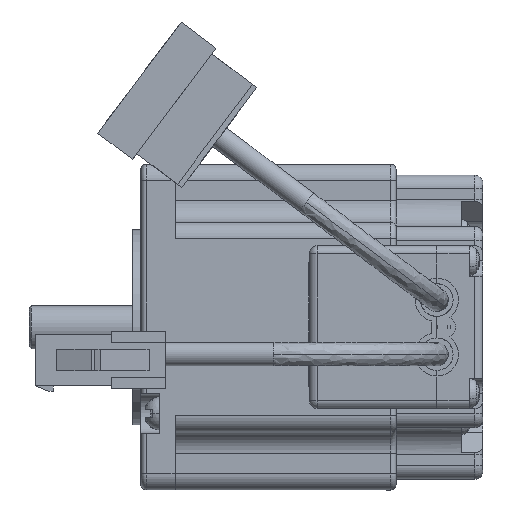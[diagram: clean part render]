
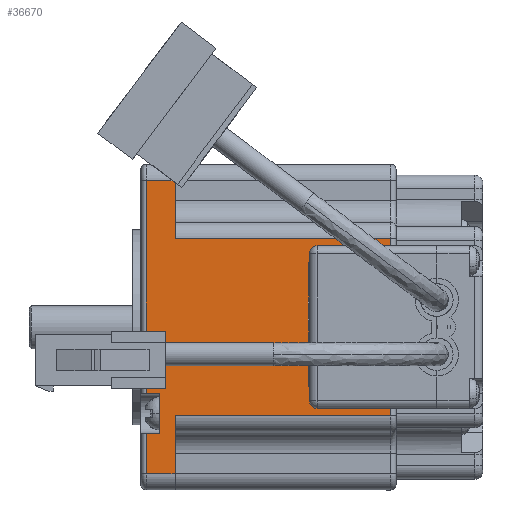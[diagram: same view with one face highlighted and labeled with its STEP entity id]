
A CAD part, front view. The second image highlights one B-rep face of the part: STEP entity #36670.
In plain terms, the highlighted planar face has unit normal (0, -1, 0).
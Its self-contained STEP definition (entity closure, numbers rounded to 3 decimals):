
#18353 = FACE_BOUND ( 'NONE', #68600, .T. ) ;
#18362 = FACE_OUTER_BOUND ( 'NONE', #68604, .T. ) ;
#25433 = CARTESIAN_POINT ( 'NONE',  ( 92.176, -44.308, 0. ) ) ;
#25439 = PLANE ( 'NONE',  #26290 ) ;
#25441 = DIRECTION ( 'NONE',  ( 0., -1., 0. ) ) ;
#25442 = DIRECTION ( 'NONE',  ( -1., 0., 0. ) ) ;
#26290 = AXIS2_PLACEMENT_3D ( 'NONE', #25433, #25441, #25442 ) ;
#36670 = ADVANCED_FACE ( 'NONE', ( #18353, #18362 ), #25439, .T. ) ;
#65701 = EDGE_CURVE ( 'NONE', #68299, #68304, #87475, .T. ) ;
#65710 = EDGE_CURVE ( 'NONE', #68304, #68243, #87489, .T. ) ;
#65712 = EDGE_CURVE ( 'NONE', #68243, #68314, #87493, .T. ) ;
#65713 = EDGE_CURVE ( 'NONE', #68314, #68313, #87494, .T. ) ;
#65716 = EDGE_CURVE ( 'NONE', #68313, #68311, #87500, .T. ) ;
#65718 = EDGE_CURVE ( 'NONE', #68311, #68315, #87504, .T. ) ;
#65719 = EDGE_CURVE ( 'NONE', #68315, #68262, #87505, .T. ) ;
#65721 = EDGE_CURVE ( 'NONE', #68316, #68319, #87509, .T. ) ;
#65724 = EDGE_CURVE ( 'NONE', #68319, #68312, #87515, .T. ) ;
#65726 = EDGE_CURVE ( 'NONE', #68312, #68318, #87519, .T. ) ;
#65727 = EDGE_CURVE ( 'NONE', #68318, #68316, #87521, .T. ) ;
#65734 = EDGE_CURVE ( 'NONE', #68326, #68325, #87531, .T. ) ;
#65736 = EDGE_CURVE ( 'NONE', #68262, #68326, #87536, .T. ) ;
#65842 = ORIENTED_EDGE ( 'NONE', *, *, #65726, .T. ) ;
#65843 = ORIENTED_EDGE ( 'NONE', *, *, #65727, .T. ) ;
#65844 = ORIENTED_EDGE ( 'NONE', *, *, #65721, .T. ) ;
#65845 = ORIENTED_EDGE ( 'NONE', *, *, #65724, .T. ) ;
#65846 = ORIENTED_EDGE ( 'NONE', *, *, #65734, .T. ) ;
#65847 = ORIENTED_EDGE ( 'NONE', *, *, #69326, .F. ) ;
#65848 = ORIENTED_EDGE ( 'NONE', *, *, #69327, .F. ) ;
#65849 = ORIENTED_EDGE ( 'NONE', *, *, #69324, .T. ) ;
#65850 = ORIENTED_EDGE ( 'NONE', *, *, #65701, .T. ) ;
#65851 = ORIENTED_EDGE ( 'NONE', *, *, #65710, .T. ) ;
#65852 = ORIENTED_EDGE ( 'NONE', *, *, #65712, .T. ) ;
#65853 = ORIENTED_EDGE ( 'NONE', *, *, #65713, .T. ) ;
#65854 = ORIENTED_EDGE ( 'NONE', *, *, #65716, .T. ) ;
#65855 = ORIENTED_EDGE ( 'NONE', *, *, #65718, .T. ) ;
#65856 = ORIENTED_EDGE ( 'NONE', *, *, #65719, .T. ) ;
#65857 = ORIENTED_EDGE ( 'NONE', *, *, #65736, .T. ) ;
#68243 = VERTEX_POINT ( 'NONE', #88968 ) ;
#68262 = VERTEX_POINT ( 'NONE', #88987 ) ;
#68299 = VERTEX_POINT ( 'NONE', #89019 ) ;
#68304 = VERTEX_POINT ( 'NONE', #89024 ) ;
#68311 = VERTEX_POINT ( 'NONE', #89031 ) ;
#68312 = VERTEX_POINT ( 'NONE', #89032 ) ;
#68313 = VERTEX_POINT ( 'NONE', #89033 ) ;
#68314 = VERTEX_POINT ( 'NONE', #89034 ) ;
#68315 = VERTEX_POINT ( 'NONE', #89035 ) ;
#68316 = VERTEX_POINT ( 'NONE', #89036 ) ;
#68318 = VERTEX_POINT ( 'NONE', #89038 ) ;
#68319 = VERTEX_POINT ( 'NONE', #89039 ) ;
#68325 = VERTEX_POINT ( 'NONE', #89044 ) ;
#68326 = VERTEX_POINT ( 'NONE', #89045 ) ;
#68352 = VERTEX_POINT ( 'NONE', #89071 ) ;
#68355 = VERTEX_POINT ( 'NONE', #89074 ) ;
#68600 = EDGE_LOOP ( 'NONE', ( #65842, #65843, #65844, #65845 ) ) ;
#68604 = EDGE_LOOP ( 'NONE', ( #65846, #65847, #65848, #65849, #65850, #65851, #65852, #65853, #65854, #65855, #65856, #65857 ) ) ;
#69324 = EDGE_CURVE ( 'NONE', #68355, #68299, #87609, .T. ) ;
#69326 = EDGE_CURVE ( 'NONE', #68352, #68325, #87612, .T. ) ;
#69327 = EDGE_CURVE ( 'NONE', #68355, #68352, #87617, .T. ) ;
#87475 = LINE ( 'NONE', #88583, #87478 ) ;
#87478 = VECTOR ( 'NONE', #88585, 1000. ) ;
#87489 = LINE ( 'NONE', #88607, #87492 ) ;
#87492 = VECTOR ( 'NONE', #88608, 1000. ) ;
#87493 = LINE ( 'NONE', #88602, #87495 ) ;
#87494 = LINE ( 'NONE', #88614, #87497 ) ;
#87495 = VECTOR ( 'NONE', #88603, 1000. ) ;
#87497 = VECTOR ( 'NONE', #88615, 1000. ) ;
#87500 = LINE ( 'NONE', #88620, #87503 ) ;
#87503 = VECTOR ( 'NONE', #88621, 1000. ) ;
#87504 = LINE ( 'NONE', #88609, #87506 ) ;
#87505 = LINE ( 'NONE', #88626, #87508 ) ;
#87506 = VECTOR ( 'NONE', #88610, 1000. ) ;
#87508 = VECTOR ( 'NONE', #88627, 1000. ) ;
#87509 = LINE ( 'NONE', #88630, #87512 ) ;
#87512 = VECTOR ( 'NONE', #88631, 1000. ) ;
#87515 = LINE ( 'NONE', #88635, #87518 ) ;
#87518 = VECTOR ( 'NONE', #88636, 1000. ) ;
#87519 = LINE ( 'NONE', #88639, #87522 ) ;
#87521 = LINE ( 'NONE', #88641, #87524 ) ;
#87522 = VECTOR ( 'NONE', #88640, 1000. ) ;
#87524 = VECTOR ( 'NONE', #88642, 1000. ) ;
#87531 = LINE ( 'NONE', #88658, #87535 ) ;
#87535 = VECTOR ( 'NONE', #88655, 1000. ) ;
#87536 = LINE ( 'NONE', #88656, #87538 ) ;
#87538 = VECTOR ( 'NONE', #88657, 1000. ) ;
#87609 = LINE ( 'NONE', #89357, #87615 ) ;
#87612 = LINE ( 'NONE', #89367, #87618 ) ;
#87615 = VECTOR ( 'NONE', #89365, 1000. ) ;
#87617 = LINE ( 'NONE', #89371, #87620 ) ;
#87618 = VECTOR ( 'NONE', #89363, 1000. ) ;
#87620 = VECTOR ( 'NONE', #89373, 1000. ) ;
#88583 = CARTESIAN_POINT ( 'NONE',  ( 62.176, -44.308, -6.3 ) ) ;
#88585 = DIRECTION ( 'NONE',  ( 1., 0., 0. ) ) ;
#88602 = CARTESIAN_POINT ( 'NONE',  ( 62.176, -44.308, -1. ) ) ;
#88603 = DIRECTION ( 'NONE',  ( -1., 0., 0. ) ) ;
#88607 = CARTESIAN_POINT ( 'NONE',  ( 89.176, -44.308, -23.5 ) ) ;
#88608 = DIRECTION ( 'NONE',  ( 0., 0., 1. ) ) ;
#88609 = CARTESIAN_POINT ( 'NONE',  ( 42.576, -44.308, -23.5 ) ) ;
#88610 = DIRECTION ( 'NONE',  ( 0., 0., 1. ) ) ;
#88614 = CARTESIAN_POINT ( 'NONE',  ( 49.976, -44.308, -23.5 ) ) ;
#88615 = DIRECTION ( 'NONE',  ( 0., 0., -1. ) ) ;
#88620 = CARTESIAN_POINT ( 'NONE',  ( 62.176, -44.308, -3.5 ) ) ;
#88621 = DIRECTION ( 'NONE',  ( -1., 0., 0. ) ) ;
#88626 = CARTESIAN_POINT ( 'NONE',  ( 62.176, -44.308, -1. ) ) ;
#88627 = DIRECTION ( 'NONE',  ( -1., 0., 0. ) ) ;
#88630 = CARTESIAN_POINT ( 'NONE',  ( 62.176, -44.308, -42.2 ) ) ;
#88631 = DIRECTION ( 'NONE',  ( -1., 0., 0. ) ) ;
#88635 = CARTESIAN_POINT ( 'NONE',  ( 58.176, -44.308, -23.5 ) ) ;
#88636 = DIRECTION ( 'NONE',  ( 0., 0., 1. ) ) ;
#88639 = CARTESIAN_POINT ( 'NONE',  ( 62.176, -44.308, -34.2 ) ) ;
#88640 = DIRECTION ( 'NONE',  ( 1., 0., 0. ) ) ;
#88641 = CARTESIAN_POINT ( 'NONE',  ( 66.176, -44.308, -23.5 ) ) ;
#88642 = DIRECTION ( 'NONE',  ( 0., 0., -1. ) ) ;
#88655 = DIRECTION ( 'NONE',  ( 1., 0., 0. ) ) ;
#88656 = CARTESIAN_POINT ( 'NONE',  ( 35.176, -44.308, -23.5 ) ) ;
#88657 = DIRECTION ( 'NONE',  ( 0., 0., -1. ) ) ;
#88658 = CARTESIAN_POINT ( 'NONE',  ( 62.176, -44.308, -6.3 ) ) ;
#88968 = CARTESIAN_POINT ( 'NONE',  ( 89.176, -44.308, -1. ) ) ;
#88987 = CARTESIAN_POINT ( 'NONE',  ( 35.176, -44.308, -1. ) ) ;
#89019 = CARTESIAN_POINT ( 'NONE',  ( 78.476, -44.308, -6.3 ) ) ;
#89024 = CARTESIAN_POINT ( 'NONE',  ( 89.176, -44.308, -6.3 ) ) ;
#89031 = CARTESIAN_POINT ( 'NONE',  ( 42.576, -44.308, -3.5 ) ) ;
#89032 = CARTESIAN_POINT ( 'NONE',  ( 58.176, -44.308, -34.2 ) ) ;
#89033 = CARTESIAN_POINT ( 'NONE',  ( 49.976, -44.308, -3.5 ) ) ;
#89034 = CARTESIAN_POINT ( 'NONE',  ( 49.976, -44.308, -1. ) ) ;
#89035 = CARTESIAN_POINT ( 'NONE',  ( 42.576, -44.308, -1. ) ) ;
#89036 = CARTESIAN_POINT ( 'NONE',  ( 66.176, -44.308, -42.2 ) ) ;
#89038 = CARTESIAN_POINT ( 'NONE',  ( 66.176, -44.308, -34.2 ) ) ;
#89039 = CARTESIAN_POINT ( 'NONE',  ( 58.176, -44.308, -42.2 ) ) ;
#89044 = CARTESIAN_POINT ( 'NONE',  ( 45.876, -44.308, -6.3 ) ) ;
#89045 = CARTESIAN_POINT ( 'NONE',  ( 35.176, -44.308, -6.3 ) ) ;
#89071 = CARTESIAN_POINT ( 'NONE',  ( 45.876, -44.308, -46. ) ) ;
#89074 = CARTESIAN_POINT ( 'NONE',  ( 78.476, -44.308, -46. ) ) ;
#89357 = CARTESIAN_POINT ( 'NONE',  ( 78.476, -44.308, -23.5 ) ) ;
#89363 = DIRECTION ( 'NONE',  ( 0., 0., 1. ) ) ;
#89365 = DIRECTION ( 'NONE',  ( 0., 0., 1. ) ) ;
#89367 = CARTESIAN_POINT ( 'NONE',  ( 45.876, -44.308, -26.65 ) ) ;
#89371 = CARTESIAN_POINT ( 'NONE',  ( 62.176, -44.308, -46. ) ) ;
#89373 = DIRECTION ( 'NONE',  ( -1., 0., 0. ) ) ;
